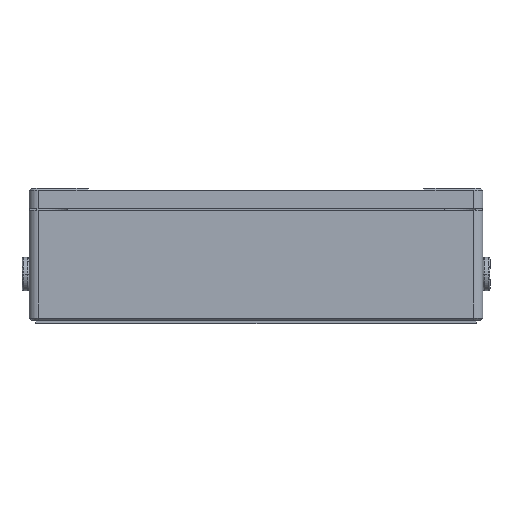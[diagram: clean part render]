
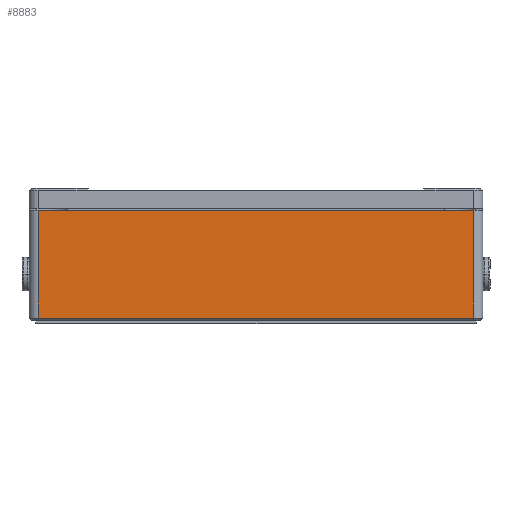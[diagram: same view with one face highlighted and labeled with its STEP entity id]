
A CAD part, front view. The second image highlights one B-rep face of the part: STEP entity #8883.
In plain terms, the highlighted face is planar.
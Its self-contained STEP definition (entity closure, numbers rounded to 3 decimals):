
#468 = EDGE_CURVE ( 'NONE', #9317, #4701, #6860, .T. ) ;
#767 = AXIS2_PLACEMENT_3D ( 'NONE', #950, #13607, #10544 ) ;
#878 = DIRECTION ( 'NONE',  ( 1., 0., 0. ) ) ;
#950 = CARTESIAN_POINT ( 'NONE',  ( 22.622, 2.9, -13.817 ) ) ;
#1003 = CARTESIAN_POINT ( 'NONE',  ( 21.622, 2.6, -13.817 ) ) ;
#1566 = ORIENTED_EDGE ( 'NONE', *, *, #9417, .T. ) ;
#2070 = FACE_OUTER_BOUND ( 'NONE', #9687, .T. ) ;
#2094 = EDGE_CURVE ( 'NONE', #9688, #6550, #10614, .T. ) ;
#2144 = VECTOR ( 'NONE', #11990, 1000. ) ;
#3586 = CARTESIAN_POINT ( 'NONE',  ( 21.622, 2.6, -13.817 ) ) ;
#3600 = ORIENTED_EDGE ( 'NONE', *, *, #468, .T. ) ;
#3660 = LINE ( 'NONE', #3726, #6342 ) ;
#3726 = CARTESIAN_POINT ( 'NONE',  ( 21.622, 2.9, -13.817 ) ) ;
#3779 = LINE ( 'NONE', #4833, #5204 ) ;
#4701 = VERTEX_POINT ( 'NONE', #1003 ) ;
#4833 = CARTESIAN_POINT ( 'NONE',  ( -26.378, 2.9, -13.817 ) ) ;
#5016 = CARTESIAN_POINT ( 'NONE',  ( -27.378, -9.3, -13.817 ) ) ;
#5204 = VECTOR ( 'NONE', #11056, 1000. ) ;
#6089 = CARTESIAN_POINT ( 'NONE',  ( 21.622, -9.3, -13.817 ) ) ;
#6342 = VECTOR ( 'NONE', #7889, 1000. ) ;
#6550 = VERTEX_POINT ( 'NONE', #6089 ) ;
#6860 = LINE ( 'NONE', #3586, #2144 ) ;
#7889 = DIRECTION ( 'NONE',  ( 0., -1., 0. ) ) ;
#8342 = ORIENTED_EDGE ( 'NONE', *, *, #2094, .F. ) ;
#8478 = VECTOR ( 'NONE', #878, 1000. ) ;
#8648 = CARTESIAN_POINT ( 'NONE',  ( -26.378, -9.3, -13.817 ) ) ;
#8883 = ADVANCED_FACE ( 'NONE', ( #2070 ), #11586, .F. ) ;
#9184 = ORIENTED_EDGE ( 'NONE', *, *, #11085, .T. ) ;
#9317 = VERTEX_POINT ( 'NONE', #13232 ) ;
#9417 = EDGE_CURVE ( 'NONE', #4701, #6550, #3660, .T. ) ;
#9687 = EDGE_LOOP ( 'NONE', ( #9184, #3600, #1566, #8342 ) ) ;
#9688 = VERTEX_POINT ( 'NONE', #8648 ) ;
#10544 = DIRECTION ( 'NONE',  ( 1., 0., 0. ) ) ;
#10614 = LINE ( 'NONE', #5016, #8478 ) ;
#11056 = DIRECTION ( 'NONE',  ( 0., 1., 0. ) ) ;
#11085 = EDGE_CURVE ( 'NONE', #9688, #9317, #3779, .T. ) ;
#11586 = PLANE ( 'NONE',  #767 ) ;
#11990 = DIRECTION ( 'NONE',  ( 1., 0., 0. ) ) ;
#13232 = CARTESIAN_POINT ( 'NONE',  ( -26.378, 2.6, -13.817 ) ) ;
#13607 = DIRECTION ( 'NONE',  ( 0., 0., 1. ) ) ;
